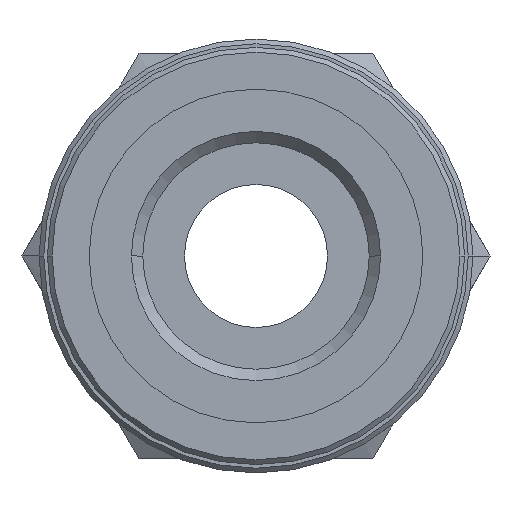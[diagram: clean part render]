
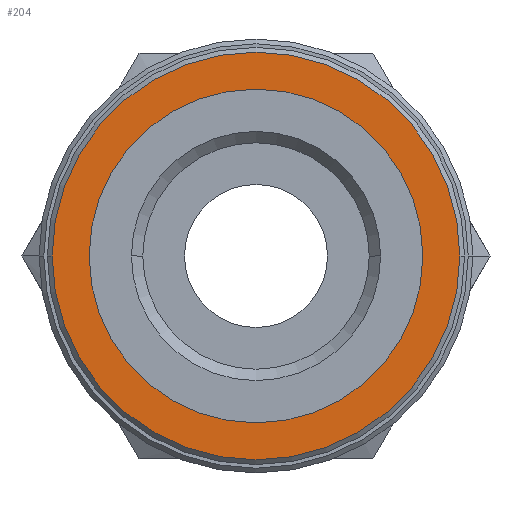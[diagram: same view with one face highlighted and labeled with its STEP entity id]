
A CAD part, front view. The second image highlights one B-rep face of the part: STEP entity #204.
In plain terms, the highlighted planar face has unit normal (0, -1, 0).
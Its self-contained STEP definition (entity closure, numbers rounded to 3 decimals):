
#204=ADVANCED_FACE('',(#416,#417),#418,.T.);
#416=FACE_BOUND('',#625,.T.);
#417=FACE_OUTER_BOUND('',#626,.T.);
#418=PLANE('',#627);
#625=EDGE_LOOP('',(#1125,#1126));
#626=EDGE_LOOP('',(#1127,#1128));
#627=AXIS2_PLACEMENT_3D('',#1129,#1130,#1131);
#1125=ORIENTED_EDGE('',*,*,#1191,.T.);
#1126=ORIENTED_EDGE('',*,*,#1181,.T.);
#1127=ORIENTED_EDGE('',*,*,#1188,.F.);
#1128=ORIENTED_EDGE('',*,*,#1186,.F.);
#1129=CARTESIAN_POINT('',(4.275,0.1,0.0));
#1130=DIRECTION('',(0.,-1.0,0.0));
#1131=DIRECTION('',(-1.0,0.,0.0));
#1181=EDGE_CURVE('',#1383,#1387,#1389,.T.);
#1186=EDGE_CURVE('',#1396,#1391,#1398,.T.);
#1188=EDGE_CURVE('',#1391,#1396,#1400,.T.);
#1191=EDGE_CURVE('',#1387,#1383,#1403,.T.);
#1383=VERTEX_POINT('',#1667);
#1387=VERTEX_POINT('',#1672);
#1389=CIRCLE('',#1675,7.0);
#1391=VERTEX_POINT('',#1677);
#1396=VERTEX_POINT('',#1683);
#1398=CIRCLE('',#1686,8.55);
#1400=CIRCLE('',#1688,8.55);
#1403=CIRCLE('',#1691,7.0);
#1667=CARTESIAN_POINT('',(7.0,0.1,0.));
#1672=CARTESIAN_POINT('',(-7.0,0.1,0.));
#1675=AXIS2_PLACEMENT_3D('',#2131,#2132,#2133);
#1677=CARTESIAN_POINT('',(8.55,0.1,0.0));
#1683=CARTESIAN_POINT('',(-8.55,0.1,0.));
#1686=AXIS2_PLACEMENT_3D('',#2139,#2140,#2141);
#1688=AXIS2_PLACEMENT_3D('',#2142,#2143,#2144);
#1691=AXIS2_PLACEMENT_3D('',#2148,#2149,#2150);
#2131=CARTESIAN_POINT('',(0.0,0.1,0.0));
#2132=DIRECTION('',(0.,1.0,0.0));
#2133=DIRECTION('',(1.0,0.,0.0));
#2139=CARTESIAN_POINT('',(0.0,0.1,0.0));
#2140=DIRECTION('',(-0.0,1.0,0.0));
#2141=DIRECTION('',(1.0,0.0,0.0));
#2142=CARTESIAN_POINT('',(0.0,0.1,0.0));
#2143=DIRECTION('',(-0.0,1.0,0.0));
#2144=DIRECTION('',(1.0,0.0,0.0));
#2148=CARTESIAN_POINT('',(0.0,0.1,0.0));
#2149=DIRECTION('',(0.,1.0,0.0));
#2150=DIRECTION('',(1.0,0.,0.0));
